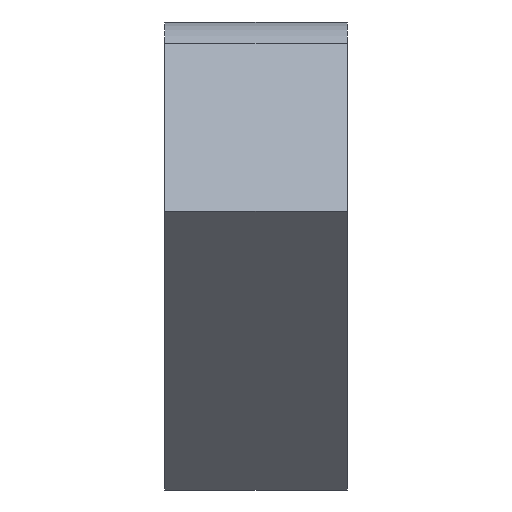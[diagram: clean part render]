
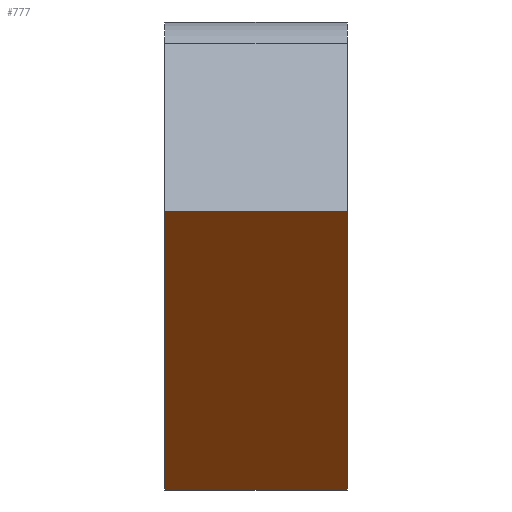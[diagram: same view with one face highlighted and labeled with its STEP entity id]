
A CAD part, front view. The second image highlights one B-rep face of the part: STEP entity #777.
In plain terms, the highlighted planar face has unit normal (0, -0.707, -0.707).
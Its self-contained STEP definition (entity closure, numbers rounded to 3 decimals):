
#59=PLANE('',#874);
#96=FACE_OUTER_BOUND('',#135,.T.);
#135=EDGE_LOOP('',(#660,#661,#662,#663));
#194=LINE('',#1164,#259);
#197=LINE('',#1174,#262);
#228=LINE('',#1299,#293);
#229=LINE('',#1301,#294);
#259=VECTOR('',#931,10.);
#262=VECTOR('',#942,10.);
#293=VECTOR('',#1083,10.);
#294=VECTOR('',#1086,10.);
#364=VERTEX_POINT('',#1161);
#365=VERTEX_POINT('',#1163);
#368=VERTEX_POINT('',#1173);
#407=VERTEX_POINT('',#1297);
#440=EDGE_CURVE('',#364,#365,#194,.T.);
#445=EDGE_CURVE('',#365,#368,#197,.T.);
#508=EDGE_CURVE('',#364,#407,#228,.T.);
#509=EDGE_CURVE('',#368,#407,#229,.T.);
#660=ORIENTED_EDGE('',*,*,#508,.T.);
#661=ORIENTED_EDGE('',*,*,#509,.F.);
#662=ORIENTED_EDGE('',*,*,#445,.F.);
#663=ORIENTED_EDGE('',*,*,#440,.F.);
#777=ADVANCED_FACE('',(#96),#59,.T.);
#874=AXIS2_PLACEMENT_3D('',#1300,#1084,#1085);
#931=DIRECTION('',(0.,-0.707,0.707));
#942=DIRECTION('',(1.,0.,0.));
#1083=DIRECTION('',(1.,0.,0.));
#1084=DIRECTION('center_axis',(0.,-0.707,-0.707));
#1085=DIRECTION('ref_axis',(0.,0.707,-0.707));
#1086=DIRECTION('',(0.,0.707,-0.707));
#1161=CARTESIAN_POINT('',(-12.5,2.121,-36.062));
#1163=CARTESIAN_POINT('',(-12.5,-36.062,2.121));
#1164=CARTESIAN_POINT('',(-12.5,-36.062,2.121));
#1173=CARTESIAN_POINT('',(12.5,-36.062,2.121));
#1174=CARTESIAN_POINT('',(0.,-36.062,2.121));
#1297=CARTESIAN_POINT('',(12.5,2.121,-36.062));
#1299=CARTESIAN_POINT('',(0.,2.121,-36.062));
#1300=CARTESIAN_POINT('Origin',(0.,-36.062,2.121));
#1301=CARTESIAN_POINT('',(12.5,-36.062,2.121));
